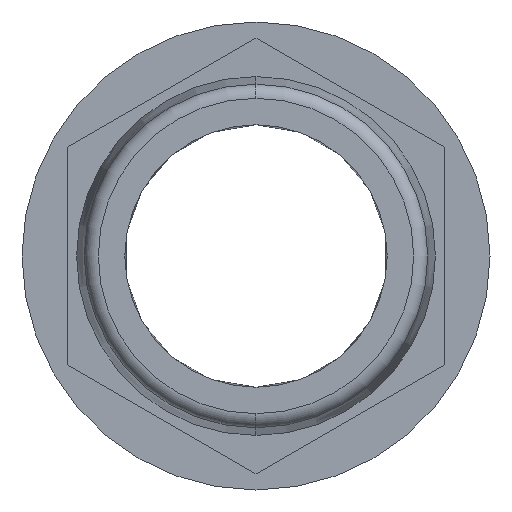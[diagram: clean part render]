
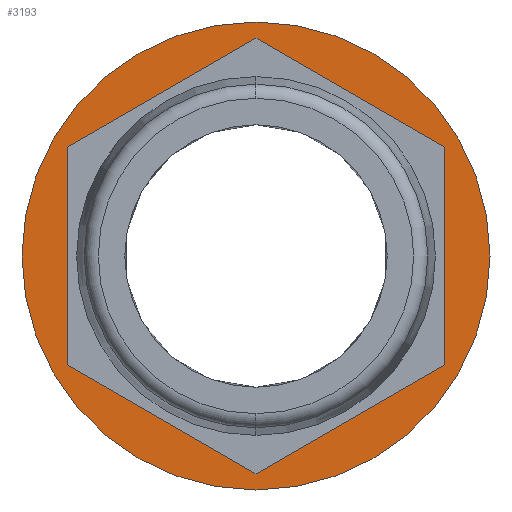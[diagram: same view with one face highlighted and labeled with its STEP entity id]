
A CAD part, left-side view. The second image highlights one B-rep face of the part: STEP entity #3193.
In plain terms, the highlighted planar face has unit normal (-1, 0, 0).
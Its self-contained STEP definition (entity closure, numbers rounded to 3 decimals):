
#17 = AXIS2_PLACEMENT_3D ( 'NONE', #916, #931, #932 ) ;
#481 = CARTESIAN_POINT ( 'NONE',  ( -19.9, 0., 0. ) ) ;
#482 = DIRECTION ( 'NONE',  ( -1., 0., 0. ) ) ;
#483 = DIRECTION ( 'NONE',  ( 0., 0., 1. ) ) ;
#536 = CARTESIAN_POINT ( 'NONE',  ( -19.9, -13.3, 7.679 ) ) ;
#537 = CARTESIAN_POINT ( 'NONE',  ( -19.9, 0., -15.358 ) ) ;
#539 = CARTESIAN_POINT ( 'NONE',  ( -19.9, 13.3, -7.679 ) ) ;
#544 = CARTESIAN_POINT ( 'NONE',  ( -19.9, -13.3, -7.679 ) ) ;
#716 = VERTEX_POINT ( 'NONE', #771 ) ;
#744 = VERTEX_POINT ( 'NONE', #797 ) ;
#756 = VERTEX_POINT ( 'NONE', #809 ) ;
#757 = VERTEX_POINT ( 'NONE', #810 ) ;
#771 = CARTESIAN_POINT ( 'NONE',  ( -19.9, 0., 15.358 ) ) ;
#797 = CARTESIAN_POINT ( 'NONE',  ( -19.9, 13.3, 7.679 ) ) ;
#809 = CARTESIAN_POINT ( 'NONE',  ( -19.9, 0., -16.5 ) ) ;
#810 = CARTESIAN_POINT ( 'NONE',  ( -19.9, 0., 16.5 ) ) ;
#916 = CARTESIAN_POINT ( 'NONE',  ( -19.9, 16.5, 0. ) ) ;
#927 = FACE_BOUND ( 'NONE', #5566, .T. ) ;
#928 = FACE_OUTER_BOUND ( 'NONE', #5569, .T. ) ;
#929 = PLANE ( 'NONE',  #17 ) ;
#931 = DIRECTION ( 'NONE',  ( 1., 0., 0. ) ) ;
#932 = DIRECTION ( 'NONE',  ( 0., 0., -1. ) ) ;
#2962 = ORIENTED_EDGE ( 'NONE', *, *, #3413, .F. ) ;
#2963 = ORIENTED_EDGE ( 'NONE', *, *, #3414, .F. ) ;
#2964 = ORIENTED_EDGE ( 'NONE', *, *, #3415, .F. ) ;
#2965 = ORIENTED_EDGE ( 'NONE', *, *, #3416, .F. ) ;
#2966 = ORIENTED_EDGE ( 'NONE', *, *, #3417, .F. ) ;
#2967 = ORIENTED_EDGE ( 'NONE', *, *, #3418, .F. ) ;
#2968 = ORIENTED_EDGE ( 'NONE', *, *, #3454, .T. ) ;
#2969 = ORIENTED_EDGE ( 'NONE', *, *, #3412, .T. ) ;
#3193 = ADVANCED_FACE ( 'NONE', ( #927, #928 ), #929, .F. ) ;
#3412 = EDGE_CURVE ( 'NONE', #756, #757, #5455, .T. ) ;
#3413 = EDGE_CURVE ( 'NONE', #5626, #5631, #5050, .T. ) ;
#3414 = EDGE_CURVE ( 'NONE', #5635, #5626, #5049, .T. ) ;
#3415 = EDGE_CURVE ( 'NONE', #744, #5635, #5041, .T. ) ;
#3416 = EDGE_CURVE ( 'NONE', #716, #744, #5054, .T. ) ;
#3417 = EDGE_CURVE ( 'NONE', #5632, #716, #5057, .T. ) ;
#3418 = EDGE_CURVE ( 'NONE', #5631, #5632, #5060, .T. ) ;
#3454 = EDGE_CURVE ( 'NONE', #757, #756, #5511, .T. ) ;
#5041 = LINE ( 'NONE', #5059, #5459 ) ;
#5045 = CARTESIAN_POINT ( 'NONE',  ( -19.9, 0., -15.358 ) ) ;
#5049 = LINE ( 'NONE', #5056, #5457 ) ;
#5050 = LINE ( 'NONE', #5045, #5453 ) ;
#5051 = CARTESIAN_POINT ( 'NONE',  ( -19.9, 0., 0. ) ) ;
#5052 = DIRECTION ( 'NONE',  ( -1., 0., 0. ) ) ;
#5053 = DIRECTION ( 'NONE',  ( 0., 0., 1. ) ) ;
#5054 = LINE ( 'NONE', #5062, #5460 ) ;
#5055 = DIRECTION ( 'NONE',  ( 0., -0.866, 0.5 ) ) ;
#5056 = CARTESIAN_POINT ( 'NONE',  ( -19.9, 13.3, -7.679 ) ) ;
#5057 = LINE ( 'NONE', #5064, #5461 ) ;
#5058 = DIRECTION ( 'NONE',  ( 0., -0.866, -0.5 ) ) ;
#5059 = CARTESIAN_POINT ( 'NONE',  ( -19.9, 13.3, 7.679 ) ) ;
#5060 = LINE ( 'NONE', #5066, #5462 ) ;
#5061 = DIRECTION ( 'NONE',  ( 0., 0., -1. ) ) ;
#5062 = CARTESIAN_POINT ( 'NONE',  ( -19.9, 0., 15.358 ) ) ;
#5063 = DIRECTION ( 'NONE',  ( 0., 0.866, -0.5 ) ) ;
#5064 = CARTESIAN_POINT ( 'NONE',  ( -19.9, -13.3, 7.679 ) ) ;
#5065 = DIRECTION ( 'NONE',  ( 0., 0.866, 0.5 ) ) ;
#5066 = CARTESIAN_POINT ( 'NONE',  ( -19.9, -13.3, -7.679 ) ) ;
#5067 = DIRECTION ( 'NONE',  ( 0., 0., 1. ) ) ;
#5453 = VECTOR ( 'NONE', #5055, 1000. ) ;
#5455 = CIRCLE ( 'NONE', #5458, 16.5 ) ;
#5457 = VECTOR ( 'NONE', #5058, 1000. ) ;
#5458 = AXIS2_PLACEMENT_3D ( 'NONE', #5051, #5052, #5053 ) ;
#5459 = VECTOR ( 'NONE', #5061, 1000. ) ;
#5460 = VECTOR ( 'NONE', #5063, 1000. ) ;
#5461 = VECTOR ( 'NONE', #5065, 1000. ) ;
#5462 = VECTOR ( 'NONE', #5067, 1000. ) ;
#5511 = CIRCLE ( 'NONE', #5513, 16.5 ) ;
#5513 = AXIS2_PLACEMENT_3D ( 'NONE', #481, #482, #483 ) ;
#5566 = EDGE_LOOP ( 'NONE', ( #2962, #2963, #2964, #2965, #2966, #2967 ) ) ;
#5569 = EDGE_LOOP ( 'NONE', ( #2968, #2969 ) ) ;
#5626 = VERTEX_POINT ( 'NONE', #537 ) ;
#5631 = VERTEX_POINT ( 'NONE', #544 ) ;
#5632 = VERTEX_POINT ( 'NONE', #536 ) ;
#5635 = VERTEX_POINT ( 'NONE', #539 ) ;
